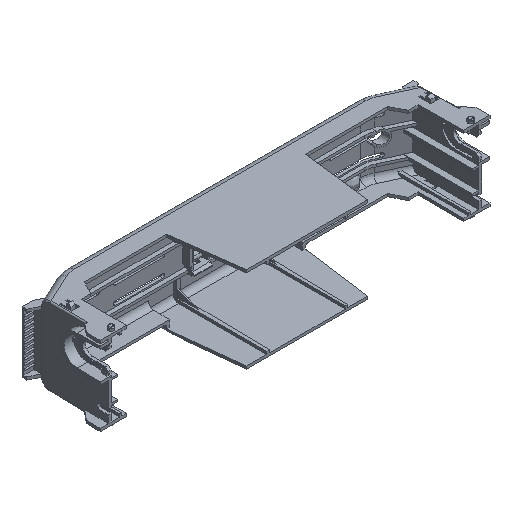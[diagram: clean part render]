
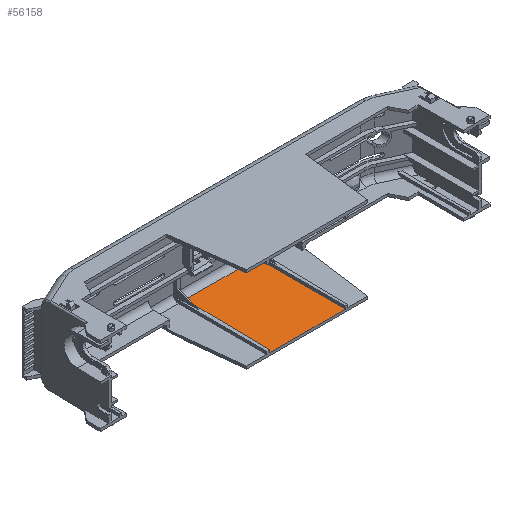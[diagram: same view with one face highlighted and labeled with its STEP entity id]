
A CAD part, isometric view. The second image highlights one B-rep face of the part: STEP entity #56158.
In plain terms, the highlighted planar face has unit normal (0, -0.009, 1).
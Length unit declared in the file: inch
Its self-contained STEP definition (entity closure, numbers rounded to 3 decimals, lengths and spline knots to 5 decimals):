
#968 = DIRECTION ( 'NONE',  ( 1., 0., 0. ) ) ;
#2135 = VERTEX_POINT ( 'NONE', #10729 ) ;
#4130 = CARTESIAN_POINT ( 'NONE',  ( -1.0862, -0.35433, -1.25279 ) ) ;
#5598 = VECTOR ( 'NONE', #32277, 39.37008 ) ;
#7523 = CARTESIAN_POINT ( 'NONE',  ( -4.18161, 2.38317, -1.2289 ) ) ;
#10729 = CARTESIAN_POINT ( 'NONE',  ( -1.0862, -0.35433, -1.25279 ) ) ;
#11201 = VERTEX_POINT ( 'NONE', #19678 ) ;
#12420 = ORIENTED_EDGE ( 'NONE', *, *, #35061, .F. ) ;
#13056 = PLANE ( 'NONE',  #15751 ) ;
#14574 = CARTESIAN_POINT ( 'NONE',  ( -1.06435, 2.14901, -1.23094 ) ) ;
#14993 = VECTOR ( 'NONE', #968, 39.37008 ) ;
#15209 = CARTESIAN_POINT ( 'NONE',  ( 1.06435, 2.14901, -1.23094 ) ) ;
#15751 = AXIS2_PLACEMENT_3D ( 'NONE', #7523, #40575, #51772 ) ;
#15839 = EDGE_CURVE ( 'NONE', #2135, #40316, #35483, .T. ) ;
#19678 = CARTESIAN_POINT ( 'NONE',  ( 1.0862, -0.35433, -1.25279 ) ) ;
#20372 = DIRECTION ( 'NONE',  ( 0.009, -1., -0.009 ) ) ;
#21125 = LINE ( 'NONE', #27526, #5598 ) ;
#21779 = EDGE_CURVE ( 'NONE', #2135, #11201, #57215, .T. ) ;
#22553 = LINE ( 'NONE', #15209, #46268 ) ;
#27526 = CARTESIAN_POINT ( 'NONE',  ( -4.18161, 2.14901, -1.23094 ) ) ;
#32277 = DIRECTION ( 'NONE',  ( 1., 0., 0. ) ) ;
#32656 = ORIENTED_EDGE ( 'NONE', *, *, #15839, .F. ) ;
#33978 = VECTOR ( 'NONE', #55611, 39.37008 ) ;
#35061 = EDGE_CURVE ( 'NONE', #38791, #11201, #22553, .T. ) ;
#35095 = CARTESIAN_POINT ( 'NONE',  ( 1.06435, 2.14901, -1.23094 ) ) ;
#35483 = LINE ( 'NONE', #4130, #33978 ) ;
#38791 = VERTEX_POINT ( 'NONE', #35095 ) ;
#40316 = VERTEX_POINT ( 'NONE', #14574 ) ;
#40575 = DIRECTION ( 'NONE',  ( 0., 0.009, -1. ) ) ;
#41865 = CARTESIAN_POINT ( 'NONE',  ( -1.73332, -0.35433, -1.25279 ) ) ;
#42486 = EDGE_CURVE ( 'NONE', #40316, #38791, #21125, .T. ) ;
#43538 = FACE_OUTER_BOUND ( 'NONE', #50826, .T. ) ;
#46268 = VECTOR ( 'NONE', #20372, 39.37008 ) ;
#50826 = EDGE_LOOP ( 'NONE', ( #57173, #12420, #55631, #32656 ) ) ;
#51772 = DIRECTION ( 'NONE',  ( 0., 1., 0.009 ) ) ;
#55611 = DIRECTION ( 'NONE',  ( 0.009, 1., 0.009 ) ) ;
#55631 = ORIENTED_EDGE ( 'NONE', *, *, #42486, .F. ) ;
#56158 = ADVANCED_FACE ( 'NONE', ( #43538 ), #13056, .F. ) ;
#57173 = ORIENTED_EDGE ( 'NONE', *, *, #21779, .T. ) ;
#57215 = LINE ( 'NONE', #41865, #14993 ) ;
